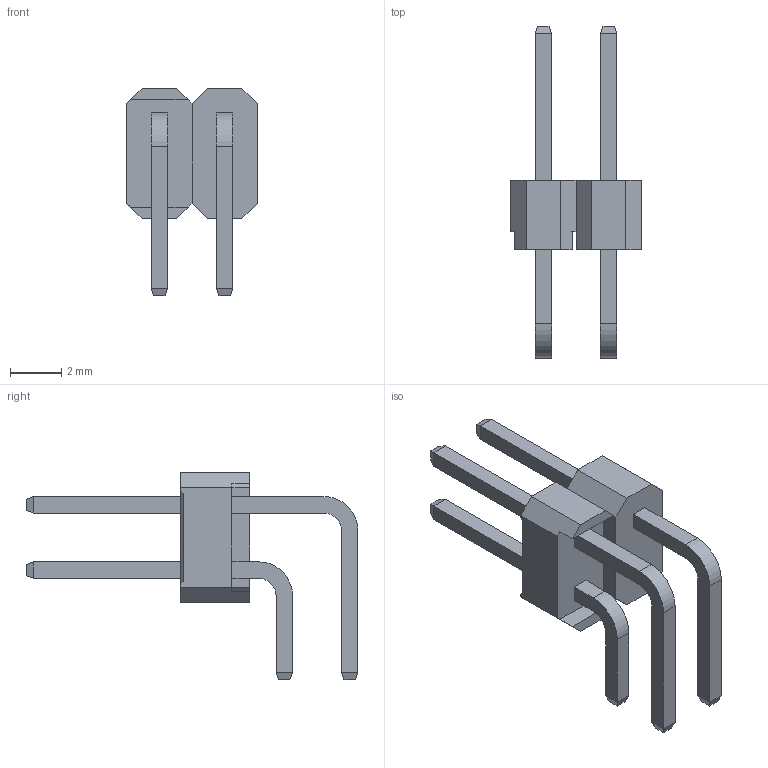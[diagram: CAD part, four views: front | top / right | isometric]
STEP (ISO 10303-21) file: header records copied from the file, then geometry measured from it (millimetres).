
FILE_DESCRIPTION(('STEP AP214'), '1');
FILE_NAME('DS1022 (PLD-RD CONNFLY)', '2019-01-13T18:20:24', ('Chugay'), (''), 'ASCON STEP Converter 1.3', 'ASCON Math Kernel', '');
FILE_SCHEMA(('AUTOMOTIVE_DESIGN { 1 0 10303 214 3 1 1}'));
Length unit declared in the file: millimetre
Bounding box: 5.08 x 12.9 x 8.08 mm (x, y, z)
Volume: 81 mm3; surface area: 246.7 mm2
Topology: 1 solids, 1 shells, 123 faces, 302 edges, 190 vertices
Faces by surface type: plane 115, cylinder 8
Entity records: 4548 total; most frequent: CARTESIAN_POINT 616, ORIENTED_EDGE 604, DIRECTION 566, EDGE_CURVE 302, LINE 286, VECTOR 286, VERTEX_POINT 190, AXIS2_PLACEMENT_3D 140
